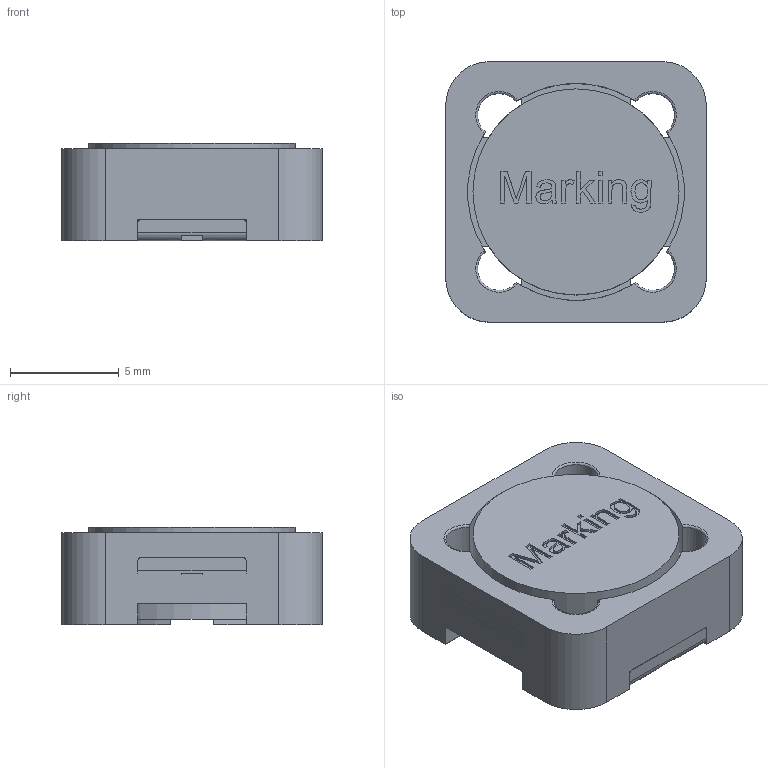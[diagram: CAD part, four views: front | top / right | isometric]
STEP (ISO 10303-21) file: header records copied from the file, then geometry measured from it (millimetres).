
FILE_DESCRIPTION( ( 'Unknown' ), '1' );
FILE_NAME( '7447715001.stp', 'Unknown', ( 'Unknown' ), ( 'Unknown' ), 'XStep 1.0', 'Unknown', ' ' );
FILE_SCHEMA( ( 'automotive_design' ) );
Length unit declared in the file: millimetre
Products named in the file (5): Assem1; 7447715001; L飆fl踄he
Bounding box: 12 x 12 x 4.5 mm (x, y, z)
Surface area: 1707 mm2
Topology: 8 solids, 8 shells, 384 faces, 1054 edges, 700 vertices
Faces by surface type: plane 234, cylinder 110, extrusion 32, torus 8
Full cylindrical faces by diameter (mm): 0.98 x2, 1 x2, 9.5 x2
Entity records: 7600 total; most frequent: CARTESIAN_POINT 2307, ORIENTED_EDGE 1046, DIRECTION 863, EDGE_CURVE 523, VERTEX_POINT 350, AXIS2_PLACEMENT_3D 291, VECTOR 281, LINE 265
